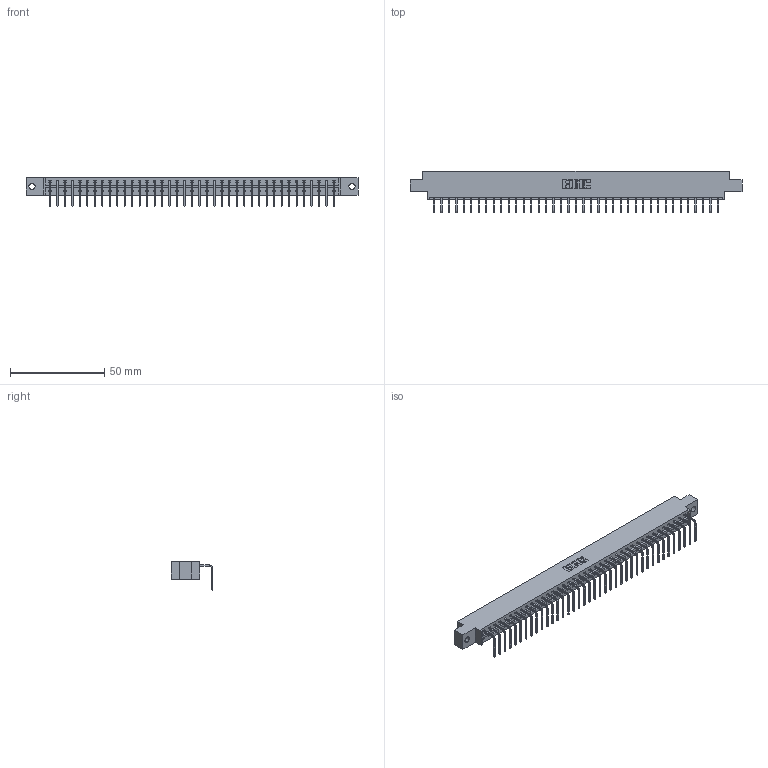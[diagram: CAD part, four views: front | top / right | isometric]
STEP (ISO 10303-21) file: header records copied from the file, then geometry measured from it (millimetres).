
FILE_DESCRIPTION (( 'STEP AP203' ), '1' );
FILE_NAME ('333-039-558-602.STEP', '2018-08-03T13:11:57', ( '' ), ( '' ), 'SwSTEP 2.0', 'SolidWorks 2016', '' );
FILE_SCHEMA (( 'CONFIG_CONTROL_DESIGN' ));
Length unit declared in the file: inch
Products named in the file (3): 333-039-558-602; 333 Part_Offset - .128 Dia; 345-292-001_558 Tail - 2
Assembly tree (40 placements, depth 2):
  333-039-558-602
    333 Part_Offset - .128 Dia
    345-292-001_558 Tail - 2  x39
Bounding box: 176.07 x 22.17 x 15.37 mm (x, y, z)
Volume: 17557.6 mm3; surface area: 19699.9 mm2
Topology: 40 solids, 40 shells, 2458 faces, 7421 edges, 4894 vertices
Faces by surface type: plane 1790, cylinder 668
Entity records: 24449 total; most frequent: CARTESIAN_POINT 4227, ORIENTED_EDGE 4202, DIRECTION 3571, EDGE_CURVE 2101, LINE 1973, VECTOR 1973, VERTEX_POINT 1398, AXIS2_PLACEMENT_3D 799
